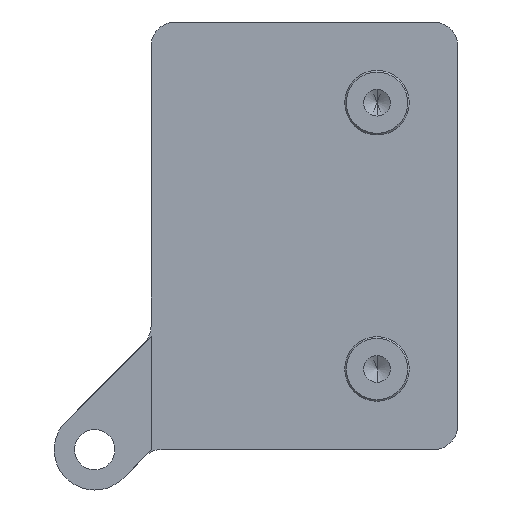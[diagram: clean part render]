
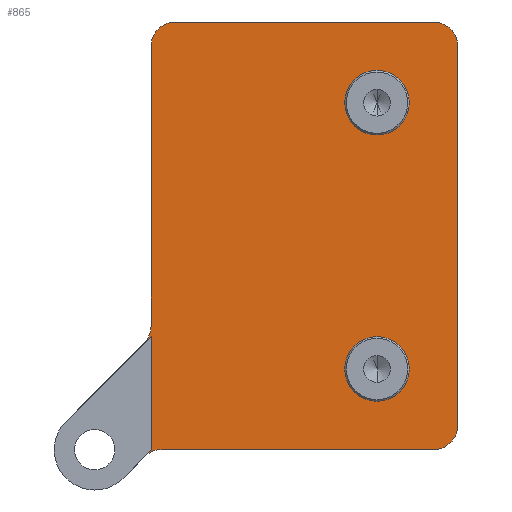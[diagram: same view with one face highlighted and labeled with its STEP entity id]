
A CAD part, front view. The second image highlights one B-rep face of the part: STEP entity #865.
In plain terms, the highlighted planar face has unit normal (0, -1, 0).
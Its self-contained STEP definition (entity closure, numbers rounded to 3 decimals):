
#11 = PLANE ( 'NONE',  #346 ) ;
#33 = EDGE_CURVE ( 'NONE', #832, #1124, #1047, .T. ) ;
#40 = EDGE_CURVE ( 'NONE', #891, #815, #600, .T. ) ;
#80 = AXIS2_PLACEMENT_3D ( 'NONE', #636, #771, #1107 ) ;
#83 = CIRCLE ( 'NONE', #250, 4. ) ;
#134 = CIRCLE ( 'NONE', #345, 3. ) ;
#141 = CARTESIAN_POINT ( 'NONE',  ( 35., 0., 0. ) ) ;
#150 = LINE ( 'NONE', #626, #156 ) ;
#156 = VECTOR ( 'NONE', #694, 1000. ) ;
#169 = CIRCLE ( 'NONE', #367, 3. ) ;
#170 = LINE ( 'NONE', #207, #197 ) ;
#172 = FACE_BOUND ( 'NONE', #483, .T. ) ;
#179 = FACE_OUTER_BOUND ( 'NONE', #936, .T. ) ;
#185 = CARTESIAN_POINT ( 'NONE',  ( 28., 0., -14. ) ) ;
#192 = DIRECTION ( 'NONE',  ( 0., 0., -1. ) ) ;
#194 = CARTESIAN_POINT ( 'NONE',  ( 28., 0., -47. ) ) ;
#197 = VECTOR ( 'NONE', #946, 1000. ) ;
#201 = CIRCLE ( 'NONE', #473, 4. ) ;
#207 = CARTESIAN_POINT ( 'NONE',  ( 0., 0., -38.929 ) ) ;
#226 = CARTESIAN_POINT ( 'NONE',  ( 35., 0., -50. ) ) ;
#229 = DIRECTION ( 'NONE',  ( 0., -1., 0. ) ) ;
#234 = DIRECTION ( 'NONE',  ( 0., 0., -1. ) ) ;
#250 = AXIS2_PLACEMENT_3D ( 'NONE', #898, #888, #357 ) ;
#251 = CARTESIAN_POINT ( 'NONE',  ( 35., 0., -3. ) ) ;
#254 = VECTOR ( 'NONE', #769, 1000. ) ;
#258 = DIRECTION ( 'NONE',  ( 0.7, 0., 0.714 ) ) ;
#266 = EDGE_CURVE ( 'NONE', #1124, #510, #971, .T. ) ;
#269 = CARTESIAN_POINT ( 'NONE',  ( 28., 0., -43. ) ) ;
#270 = VECTOR ( 'NONE', #744, 1000. ) ;
#289 = CIRCLE ( 'NONE', #700, 4. ) ;
#295 = CARTESIAN_POINT ( 'NONE',  ( 0., 0., -38.929 ) ) ;
#320 = CARTESIAN_POINT ( 'NONE',  ( 38., 0., -3. ) ) ;
#327 = VECTOR ( 'NONE', #579, 1000. ) ;
#343 = LINE ( 'NONE', #1140, #254 ) ;
#345 = AXIS2_PLACEMENT_3D ( 'NONE', #755, #723, #742 ) ;
#346 = AXIS2_PLACEMENT_3D ( 'NONE', #647, #651, #885 ) ;
#357 = DIRECTION ( 'NONE',  ( 0., 0., -1. ) ) ;
#361 = DIRECTION ( 'NONE',  ( 0., 0., -1. ) ) ;
#367 = AXIS2_PLACEMENT_3D ( 'NONE', #724, #785, #383 ) ;
#378 = VERTEX_POINT ( 'NONE', #566 ) ;
#383 = DIRECTION ( 'NONE',  ( 0., 0., -1. ) ) ;
#391 = FACE_BOUND ( 'NONE', #593, .T. ) ;
#407 = EDGE_CURVE ( 'NONE', #920, #504, #968, .T. ) ;
#413 = VECTOR ( 'NONE', #721, 1000. ) ;
#420 = DIRECTION ( 'NONE',  ( 0., -1., 0. ) ) ;
#425 = EDGE_CURVE ( 'NONE', #891, #447, #996, .T. ) ;
#432 = ORIENTED_EDGE ( 'NONE', *, *, #839, .T. ) ;
#447 = VERTEX_POINT ( 'NONE', #463 ) ;
#463 = CARTESIAN_POINT ( 'NONE',  ( 38., 0., -50. ) ) ;
#473 = AXIS2_PLACEMENT_3D ( 'NONE', #269, #1117, #234 ) ;
#474 = VERTEX_POINT ( 'NONE', #729 ) ;
#482 = EDGE_CURVE ( 'NONE', #878, #873, #289, .T. ) ;
#483 = EDGE_LOOP ( 'NONE', ( #674, #683 ) ) ;
#504 = VERTEX_POINT ( 'NONE', #141 ) ;
#510 = VERTEX_POINT ( 'NONE', #295 ) ;
#528 = EDGE_CURVE ( 'NONE', #920, #447, #951, .T. ) ;
#537 = EDGE_CURVE ( 'NONE', #682, #504, #343, .T. ) ;
#538 = CARTESIAN_POINT ( 'NONE',  ( 38., 0., 0. ) ) ;
#541 = CARTESIAN_POINT ( 'NONE',  ( 28., 0., -6. ) ) ;
#566 = CARTESIAN_POINT ( 'NONE',  ( 28., 0., -39. ) ) ;
#571 = ORIENTED_EDGE ( 'NONE', *, *, #917, .T. ) ;
#573 = EDGE_CURVE ( 'NONE', #682, #1135, #883, .T. ) ;
#575 = CARTESIAN_POINT ( 'NONE',  ( 0., 0., -53. ) ) ;
#576 = ORIENTED_EDGE ( 'NONE', *, *, #482, .F. ) ;
#579 = DIRECTION ( 'NONE',  ( 0., 0., 1. ) ) ;
#593 = EDGE_LOOP ( 'NONE', ( #576, #680 ) ) ;
#599 = AXIS2_PLACEMENT_3D ( 'NONE', #1131, #1067, #192 ) ;
#600 = LINE ( 'NONE', #732, #413 ) ;
#602 = CARTESIAN_POINT ( 'NONE',  ( 3., 0., 0. ) ) ;
#626 = CARTESIAN_POINT ( 'NONE',  ( 0., 0., 0. ) ) ;
#636 = CARTESIAN_POINT ( 'NONE',  ( 28., 0., -10. ) ) ;
#638 = CARTESIAN_POINT ( 'NONE',  ( 0., 0., -53. ) ) ;
#644 = DIRECTION ( 'NONE',  ( 0., 0., -1. ) ) ;
#647 = CARTESIAN_POINT ( 'NONE',  ( -7., 0., -53. ) ) ;
#651 = DIRECTION ( 'NONE',  ( 0., -1., 0. ) ) ;
#659 = ORIENTED_EDGE ( 'NONE', *, *, #573, .T. ) ;
#674 = ORIENTED_EDGE ( 'NONE', *, *, #678, .F. ) ;
#678 = EDGE_CURVE ( 'NONE', #378, #789, #201, .T. ) ;
#680 = ORIENTED_EDGE ( 'NONE', *, *, #1143, .F. ) ;
#682 = VERTEX_POINT ( 'NONE', #602 ) ;
#683 = ORIENTED_EDGE ( 'NONE', *, *, #965, .F. ) ;
#694 = DIRECTION ( 'NONE',  ( 0., 0., 1. ) ) ;
#696 = ORIENTED_EDGE ( 'NONE', *, *, #40, .F. ) ;
#697 = ORIENTED_EDGE ( 'NONE', *, *, #425, .T. ) ;
#700 = AXIS2_PLACEMENT_3D ( 'NONE', #919, #420, #361 ) ;
#709 = ORIENTED_EDGE ( 'NONE', *, *, #528, .F. ) ;
#721 = DIRECTION ( 'NONE',  ( -1., 0., 0. ) ) ;
#723 = DIRECTION ( 'NONE',  ( 0., 1., 0. ) ) ;
#724 = CARTESIAN_POINT ( 'NONE',  ( -3., 0., -37.686 ) ) ;
#728 = ORIENTED_EDGE ( 'NONE', *, *, #33, .F. ) ;
#729 = CARTESIAN_POINT ( 'NONE',  ( -0.879, 0., -39.808 ) ) ;
#732 = CARTESIAN_POINT ( 'NONE',  ( 0., 0., -53. ) ) ;
#737 = ORIENTED_EDGE ( 'NONE', *, *, #407, .T. ) ;
#742 = DIRECTION ( 'NONE',  ( 0., 0., -1. ) ) ;
#744 = DIRECTION ( 'NONE',  ( 0., 0., -1. ) ) ;
#750 = AXIS2_PLACEMENT_3D ( 'NONE', #226, #910, #798 ) ;
#755 = CARTESIAN_POINT ( 'NONE',  ( 1.261, 0., -56. ) ) ;
#769 = DIRECTION ( 'NONE',  ( 1., 0., 0. ) ) ;
#771 = DIRECTION ( 'NONE',  ( 0., -1., 0. ) ) ;
#785 = DIRECTION ( 'NONE',  ( 0., 1., 0. ) ) ;
#789 = VERTEX_POINT ( 'NONE', #194 ) ;
#795 = AXIS2_PLACEMENT_3D ( 'NONE', #251, #229, #644 ) ;
#798 = DIRECTION ( 'NONE',  ( 0., 0., -1. ) ) ;
#815 = VERTEX_POINT ( 'NONE', #930 ) ;
#832 = VERTEX_POINT ( 'NONE', #925 ) ;
#835 = EDGE_CURVE ( 'NONE', #510, #474, #170, .T. ) ;
#839 = EDGE_CURVE ( 'NONE', #1151, #474, #169, .T. ) ;
#859 = VECTOR ( 'NONE', #258, 1000. ) ;
#865 = ADVANCED_FACE ( 'NONE', ( #391, #172, #179 ), #11, .T. ) ;
#873 = VERTEX_POINT ( 'NONE', #185 ) ;
#878 = VERTEX_POINT ( 'NONE', #541 ) ;
#883 = CIRCLE ( 'NONE', #599, 3. ) ;
#885 = DIRECTION ( 'NONE',  ( 0., 0., -1. ) ) ;
#888 = DIRECTION ( 'NONE',  ( 0., -1., 0. ) ) ;
#891 = VERTEX_POINT ( 'NONE', #986 ) ;
#898 = CARTESIAN_POINT ( 'NONE',  ( 28., 0., -43. ) ) ;
#902 = ORIENTED_EDGE ( 'NONE', *, *, #835, .F. ) ;
#906 = ORIENTED_EDGE ( 'NONE', *, *, #266, .F. ) ;
#909 = EDGE_CURVE ( 'NONE', #1151, #1135, #150, .T. ) ;
#910 = DIRECTION ( 'NONE',  ( 0., -1., 0. ) ) ;
#917 = EDGE_CURVE ( 'NONE', #832, #815, #134, .T. ) ;
#919 = CARTESIAN_POINT ( 'NONE',  ( 28., 0., -10. ) ) ;
#920 = VERTEX_POINT ( 'NONE', #320 ) ;
#925 = CARTESIAN_POINT ( 'NONE',  ( -0.882, 0., -53.9 ) ) ;
#930 = CARTESIAN_POINT ( 'NONE',  ( 1.261, 0., -53. ) ) ;
#936 = EDGE_LOOP ( 'NONE', ( #696, #697, #709, #737, #1100, #659, #1014, #432, #902, #906, #728, #571 ) ) ;
#946 = DIRECTION ( 'NONE',  ( -0.707, 0., -0.707 ) ) ;
#951 = LINE ( 'NONE', #538, #270 ) ;
#953 = CIRCLE ( 'NONE', #80, 4. ) ;
#965 = EDGE_CURVE ( 'NONE', #789, #378, #83, .T. ) ;
#968 = CIRCLE ( 'NONE', #795, 3. ) ;
#971 = LINE ( 'NONE', #575, #327 ) ;
#986 = CARTESIAN_POINT ( 'NONE',  ( 35., 0., -53. ) ) ;
#996 = CIRCLE ( 'NONE', #750, 3. ) ;
#999 = CARTESIAN_POINT ( 'NONE',  ( 0., 0., -37.686 ) ) ;
#1014 = ORIENTED_EDGE ( 'NONE', *, *, #909, .F. ) ;
#1025 = CARTESIAN_POINT ( 'NONE',  ( 0., 0., -3. ) ) ;
#1047 = LINE ( 'NONE', #638, #859 ) ;
#1067 = DIRECTION ( 'NONE',  ( 0., -1., 0. ) ) ;
#1082 = CARTESIAN_POINT ( 'NONE',  ( 0., 0., -53. ) ) ;
#1100 = ORIENTED_EDGE ( 'NONE', *, *, #537, .F. ) ;
#1107 = DIRECTION ( 'NONE',  ( 0., 0., -1. ) ) ;
#1117 = DIRECTION ( 'NONE',  ( 0., -1., 0. ) ) ;
#1124 = VERTEX_POINT ( 'NONE', #1082 ) ;
#1131 = CARTESIAN_POINT ( 'NONE',  ( 3., 0., -3. ) ) ;
#1135 = VERTEX_POINT ( 'NONE', #1025 ) ;
#1140 = CARTESIAN_POINT ( 'NONE',  ( 0., 0., 0. ) ) ;
#1143 = EDGE_CURVE ( 'NONE', #873, #878, #953, .T. ) ;
#1151 = VERTEX_POINT ( 'NONE', #999 ) ;
